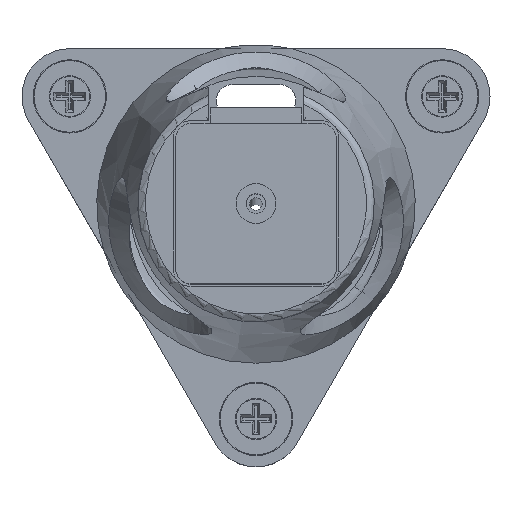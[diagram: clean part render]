
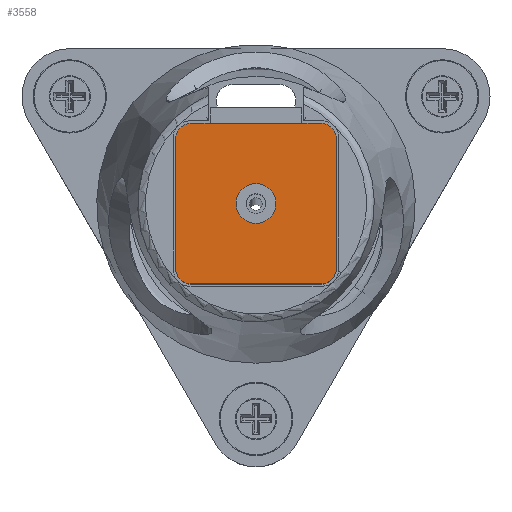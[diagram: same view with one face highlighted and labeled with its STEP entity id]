
A CAD part, top view. The second image highlights one B-rep face of the part: STEP entity #3558.
In plain terms, the highlighted face is planar.
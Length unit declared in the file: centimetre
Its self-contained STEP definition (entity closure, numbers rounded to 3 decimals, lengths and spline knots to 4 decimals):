
#1017=CIRCLE('',#3735,0.25);
#1030=CIRCLE('',#3762,0.2);
#1035=CIRCLE('',#3770,0.2);
#1036=CIRCLE('',#3772,0.2);
#1037=CIRCLE('',#3775,0.2);
#1191=VECTOR('',#4178,1.);
#1198=VECTOR('',#4254,1.);
#1205=VECTOR('',#4275,1.);
#1206=VECTOR('',#4277,1.);
#1401=LINE('',#7739,#1191);
#1408=LINE('',#7811,#1198);
#1415=LINE('',#7832,#1205);
#1416=LINE('',#7834,#1206);
#1651=VERTEX_POINT('',#7724);
#1654=VERTEX_POINT('',#7735);
#1658=VERTEX_POINT('',#7749);
#1671=VERTEX_POINT('',#7789);
#1672=VERTEX_POINT('',#7790);
#1681=VERTEX_POINT('',#7812);
#1682=VERTEX_POINT('',#7816);
#1683=VERTEX_POINT('',#7820);
#1684=VERTEX_POINT('',#7821);
#1685=VERTEX_POINT('',#7826);
#1686=VERTEX_POINT('',#7829);
#2055=EDGE_CURVE('',#1651,#1654,#1401,.T.);
#2059=EDGE_CURVE('',#1658,#1658,#1017,.T.);
#2072=EDGE_CURVE('',#1671,#1672,#1030,.T.);
#2083=EDGE_CURVE('',#1672,#1681,#1408,.T.);
#2085=EDGE_CURVE('',#1681,#1682,#1035,.T.);
#2087=EDGE_CURVE('',#1683,#1684,#1036,.T.);
#2090=EDGE_CURVE('',#1654,#1683,#1401,.T.);
#2092=EDGE_CURVE('',#1685,#1651,#1401,.T.);
#2093=EDGE_CURVE('',#1686,#1685,#1037,.T.);
#2095=EDGE_CURVE('',#1682,#1686,#1415,.T.);
#2096=EDGE_CURVE('',#1684,#1671,#1416,.T.);
#2742=ORIENTED_EDGE('',*,*,#2059,.T.);
#2743=ORIENTED_EDGE('',*,*,#2072,.F.);
#2744=ORIENTED_EDGE('',*,*,#2096,.F.);
#2745=ORIENTED_EDGE('',*,*,#2087,.F.);
#2746=ORIENTED_EDGE('',*,*,#2090,.F.);
#2747=ORIENTED_EDGE('',*,*,#2055,.F.);
#2748=ORIENTED_EDGE('',*,*,#2092,.F.);
#2749=ORIENTED_EDGE('',*,*,#2093,.F.);
#2750=ORIENTED_EDGE('',*,*,#2095,.F.);
#2751=ORIENTED_EDGE('',*,*,#2085,.F.);
#2752=ORIENTED_EDGE('',*,*,#2083,.F.);
#3137=EDGE_LOOP('',(#2742));
#3138=EDGE_LOOP('',(#2743,#2744,#2745,#2746,#2747,#2748,#2749,#2750,#2751,
#2752));
#3374=FACE_BOUND('',#3137,.T.);
#3375=FACE_BOUND('',#3138,.T.);
#3558=ADVANCED_FACE('',(#3374,#3375),#8804,.F.);
#3735=AXIS2_PLACEMENT_3D('',#7748,#4189,#4190);
#3762=AXIS2_PLACEMENT_3D('',#7788,#4236,#4237);
#3770=AXIS2_PLACEMENT_3D('',#7815,#4258,#4259);
#3772=AXIS2_PLACEMENT_3D('',#7819,#4263,#4264);
#3775=AXIS2_PLACEMENT_3D('',#7828,#4271,#4272);
#3778=AXIS2_PLACEMENT_3D('',#7835,#4278,$);
#4178=DIRECTION('',(-1.,0.,0.));
#4189=DIRECTION('',(0.,0.,1.));
#4190=DIRECTION('',(-0.25,0.,0.));
#4236=DIRECTION('',(0.,0.,1.));
#4237=DIRECTION('',(-0.141,-0.141,0.));
#4254=DIRECTION('',(1.,0.,0.));
#4258=DIRECTION('',(0.,0.,1.));
#4259=DIRECTION('',(0.141,-0.141,0.));
#4263=DIRECTION('',(0.,0.,1.));
#4264=DIRECTION('',(-0.141,0.141,0.));
#4271=DIRECTION('',(0.,0.,1.));
#4272=DIRECTION('',(0.141,0.141,0.));
#4275=DIRECTION('',(0.,1.,0.));
#4277=DIRECTION('',(0.,-1.,0.));
#4278=DIRECTION('',(0.,0.,1.));
#7724=CARTESIAN_POINT('',(0.575,1.01,-3.));
#7735=CARTESIAN_POINT('',(-0.575,1.01,-3.));
#7739=CARTESIAN_POINT('',(1.01,1.01,-3.));
#7748=CARTESIAN_POINT('',(0.,0.,-3.));
#7749=CARTESIAN_POINT('',(-0.25,0.,-3.));
#7788=CARTESIAN_POINT('',(-0.81,-0.81,-3.));
#7789=CARTESIAN_POINT('',(-1.01,-0.81,-3.));
#7790=CARTESIAN_POINT('',(-0.81,-1.01,-3.));
#7811=CARTESIAN_POINT('',(-1.01,-1.01,-3.));
#7812=CARTESIAN_POINT('',(0.81,-1.01,-3.));
#7815=CARTESIAN_POINT('',(0.81,-0.81,-3.));
#7816=CARTESIAN_POINT('',(1.01,-0.81,-3.));
#7819=CARTESIAN_POINT('',(-0.81,0.81,-3.));
#7820=CARTESIAN_POINT('',(-0.81,1.01,-3.));
#7821=CARTESIAN_POINT('',(-1.01,0.81,-3.));
#7826=CARTESIAN_POINT('',(0.81,1.01,-3.));
#7828=CARTESIAN_POINT('',(0.81,0.81,-3.));
#7829=CARTESIAN_POINT('',(1.01,0.81,-3.));
#7832=CARTESIAN_POINT('',(1.01,-1.01,-3.));
#7834=CARTESIAN_POINT('',(-1.01,1.01,-3.));
#7835=CARTESIAN_POINT('',(0.,0.,-3.));
#8804=PLANE('',#3778);
